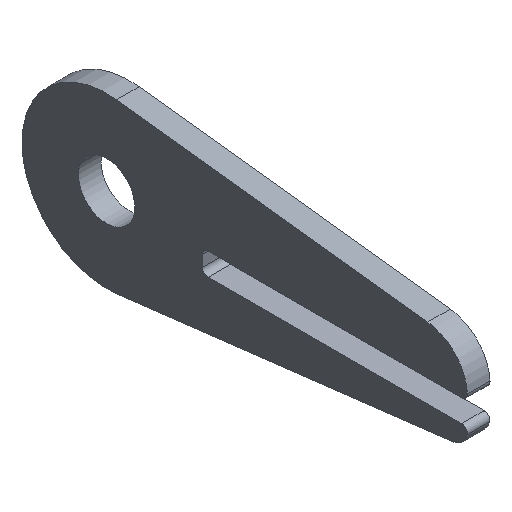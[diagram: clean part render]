
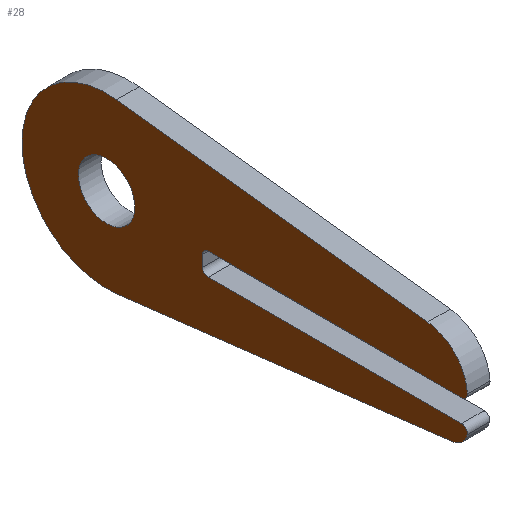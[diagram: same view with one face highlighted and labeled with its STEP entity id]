
A CAD part, isometric view. The second image highlights one B-rep face of the part: STEP entity #28.
In plain terms, the highlighted planar face has unit normal (-1, 0, 0).
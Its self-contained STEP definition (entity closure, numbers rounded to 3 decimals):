
#28 = ADVANCED_FACE('',(#29,#170),#181,.F.);
#29 = FACE_BOUND('',#30,.F.);
#30 = EDGE_LOOP('',(#31,#41,#68,#77,#85,#94,#102,#111,#138,#146,#155,
    #163));
#31 = ORIENTED_EDGE('',*,*,#32,.F.);
#32 = EDGE_CURVE('',#33,#35,#37,.T.);
#33 = VERTEX_POINT('',#34);
#34 = CARTESIAN_POINT('',(0.,-62.957,-4.25));
#35 = VERTEX_POINT('',#36);
#36 = CARTESIAN_POINT('',(0.,-18.,-4.25));
#37 = LINE('',#38,#39);
#38 = CARTESIAN_POINT('',(0.,-64.,-4.25));
#39 = VECTOR('',#40,1.);
#40 = DIRECTION('',(0.,1.,0.));
#41 = ORIENTED_EDGE('',*,*,#42,.T.);
#42 = EDGE_CURVE('',#33,#43,#45,.T.);
#43 = VERTEX_POINT('',#44);
#44 = CARTESIAN_POINT('',(0.,-63.935,-5.457));
#45 = B_SPLINE_CURVE_WITH_KNOTS('',6,(#46,#47,#48,#49,#50,#51,#52,#53,
    #54,#55,#56,#57,#58,#59,#60,#61,#62,#63,#64,#65,#66,#67),
  .UNSPECIFIED.,.F.,.F.,(7,5,5,5,7),(0.,0.248,0.5,
    0.836,1.),.UNSPECIFIED.);
#46 = CARTESIAN_POINT('',(0.,-62.957,-4.25));
#47 = CARTESIAN_POINT('',(0.,-63.022,-4.25));
#48 = CARTESIAN_POINT('',(0.,-63.09,-4.255));
#49 = CARTESIAN_POINT('',(0.,-63.159,-4.266));
#50 = CARTESIAN_POINT('',(0.,-63.229,-4.283));
#51 = CARTESIAN_POINT('',(0.,-63.298,-4.307));
#52 = CARTESIAN_POINT('',(0.,-63.435,-4.369));
#53 = CARTESIAN_POINT('',(0.,-63.502,-4.406));
#54 = CARTESIAN_POINT('',(0.,-63.567,-4.451));
#55 = CARTESIAN_POINT('',(0.,-63.628,-4.502));
#56 = CARTESIAN_POINT('',(0.,-63.684,-4.559));
#57 = CARTESIAN_POINT('',(0.,-63.8,-4.702));
#58 = CARTESIAN_POINT('',(0.,-63.856,-4.793));
#59 = CARTESIAN_POINT('',(0.,-63.9,-4.889));
#60 = CARTESIAN_POINT('',(0.,-63.93,-4.989));
#61 = CARTESIAN_POINT('',(0.,-63.948,-5.089));
#62 = CARTESIAN_POINT('',(0.,-63.958,-5.233));
#63 = CARTESIAN_POINT('',(0.,-63.958,-5.28));
#64 = CARTESIAN_POINT('',(0.,-63.956,-5.326));
#65 = CARTESIAN_POINT('',(0.,-63.951,-5.371));
#66 = CARTESIAN_POINT('',(0.,-63.944,-5.415));
#67 = CARTESIAN_POINT('',(0.,-63.935,-5.457));
#68 = ORIENTED_EDGE('',*,*,#69,.F.);
#69 = EDGE_CURVE('',#70,#43,#72,.T.);
#70 = VERTEX_POINT('',#71);
#71 = CARTESIAN_POINT('',(0.,-61.354,-7.814));
#72 = CIRCLE('',#73,3.);
#73 = AXIS2_PLACEMENT_3D('',#74,#75,#76);
#74 = CARTESIAN_POINT('',(0.,-61.,-4.835));
#75 = DIRECTION('',(-1.,0.,0.));
#76 = DIRECTION('',(0.,-1.,0.));
#77 = ORIENTED_EDGE('',*,*,#78,.T.);
#78 = EDGE_CURVE('',#70,#79,#81,.T.);
#79 = VERTEX_POINT('',#80);
#80 = CARTESIAN_POINT('',(0.,-1.77,-14.895));
#81 = LINE('',#82,#83);
#82 = CARTESIAN_POINT('',(0.,-64.,-7.5));
#83 = VECTOR('',#84,1.);
#84 = DIRECTION('',(0.,0.993,-0.118));
#85 = ORIENTED_EDGE('',*,*,#86,.T.);
#86 = EDGE_CURVE('',#79,#87,#89,.T.);
#87 = VERTEX_POINT('',#88);
#88 = CARTESIAN_POINT('',(0.,-1.77,14.895));
#89 = CIRCLE('',#90,15.);
#90 = AXIS2_PLACEMENT_3D('',#91,#92,#93);
#91 = CARTESIAN_POINT('',(0.,0.,0.));
#92 = DIRECTION('',(1.,0.,0.));
#93 = DIRECTION('',(0.,1.,0.));
#94 = ORIENTED_EDGE('',*,*,#95,.F.);
#95 = EDGE_CURVE('',#96,#87,#98,.T.);
#96 = VERTEX_POINT('',#97);
#97 = CARTESIAN_POINT('',(0.,-56.944,8.339));
#98 = LINE('',#99,#100);
#99 = CARTESIAN_POINT('',(0.,-64.,7.5));
#100 = VECTOR('',#101,1.);
#101 = DIRECTION('',(0.,0.993,0.118));
#102 = ORIENTED_EDGE('',*,*,#103,.T.);
#103 = EDGE_CURVE('',#96,#104,#106,.T.);
#104 = VERTEX_POINT('',#105);
#105 = CARTESIAN_POINT('',(0.,-63.99,0.801));
#106 = CIRCLE('',#107,8.);
#107 = AXIS2_PLACEMENT_3D('',#108,#109,#110);
#108 = CARTESIAN_POINT('',(0.,-56.,0.394));
#109 = DIRECTION('',(1.,0.,0.));
#110 = DIRECTION('',(0.,-1.,0.));
#111 = ORIENTED_EDGE('',*,*,#112,.F.);
#112 = EDGE_CURVE('',#113,#104,#115,.T.);
#113 = VERTEX_POINT('',#114);
#114 = CARTESIAN_POINT('',(0.,-62.991,-0.25));
#115 = B_SPLINE_CURVE_WITH_KNOTS('',6,(#116,#117,#118,#119,#120,#121,
    #122,#123,#124,#125,#126,#127,#128,#129,#130,#131,#132,#133,#134,
    #135,#136,#137),.UNSPECIFIED.,.F.,.F.,(7,5,5,5,7),(0.,0.248,
    0.5,0.752,1.),.UNSPECIFIED.);
#116 = CARTESIAN_POINT('',(0.,-62.991,-0.25));
#117 = CARTESIAN_POINT('',(0.,-63.052,-0.25));
#118 = CARTESIAN_POINT('',(0.,-63.114,-0.246));
#119 = CARTESIAN_POINT('',(0.,-63.178,-0.236));
#120 = CARTESIAN_POINT('',(0.,-63.243,-0.222));
#121 = CARTESIAN_POINT('',(0.,-63.307,-0.201));
#122 = CARTESIAN_POINT('',(0.,-63.433,-0.15));
#123 = CARTESIAN_POINT('',(0.,-63.495,-0.118));
#124 = CARTESIAN_POINT('',(0.,-63.556,
    -0.081));
#125 = CARTESIAN_POINT('',(0.,-63.613,-0.038
    ));
#126 = CARTESIAN_POINT('',(0.,-63.667,0.009
    ));
#127 = CARTESIAN_POINT('',(0.,-63.765,0.113));
#128 = CARTESIAN_POINT('',(0.,-63.81,0.169));
#129 = CARTESIAN_POINT('',(0.,-63.849,0.228));
#130 = CARTESIAN_POINT('',(0.,-63.884,0.29));
#131 = CARTESIAN_POINT('',(0.,-63.912,0.354));
#132 = CARTESIAN_POINT('',(0.,-63.957,0.483));
#133 = CARTESIAN_POINT('',(0.,-63.974,0.548));
#134 = CARTESIAN_POINT('',(0.,-63.985,0.613));
#135 = CARTESIAN_POINT('',(0.,-63.991,0.677));
#136 = CARTESIAN_POINT('',(0.,-63.993,0.74));
#137 = CARTESIAN_POINT('',(0.,-63.99,0.801));
#138 = ORIENTED_EDGE('',*,*,#139,.F.);
#139 = EDGE_CURVE('',#140,#113,#142,.T.);
#140 = VERTEX_POINT('',#141);
#141 = CARTESIAN_POINT('',(0.,-18.,-0.25));
#142 = LINE('',#143,#144);
#143 = CARTESIAN_POINT('',(0.,-17.,-0.25));
#144 = VECTOR('',#145,1.);
#145 = DIRECTION('',(0.,-1.,0.));
#146 = ORIENTED_EDGE('',*,*,#147,.F.);
#147 = EDGE_CURVE('',#148,#140,#150,.T.);
#148 = VERTEX_POINT('',#149);
#149 = CARTESIAN_POINT('',(0.,-17.,-1.25));
#150 = CIRCLE('',#151,1.);
#151 = AXIS2_PLACEMENT_3D('',#152,#153,#154);
#152 = CARTESIAN_POINT('',(0.,-18.,-1.25));
#153 = DIRECTION('',(1.,0.,0.));
#154 = DIRECTION('',(0.,-1.,0.));
#155 = ORIENTED_EDGE('',*,*,#156,.F.);
#156 = EDGE_CURVE('',#157,#148,#159,.T.);
#157 = VERTEX_POINT('',#158);
#158 = CARTESIAN_POINT('',(0.,-17.,-3.25));
#159 = LINE('',#160,#161);
#160 = CARTESIAN_POINT('',(0.,-17.,-4.25));
#161 = VECTOR('',#162,1.);
#162 = DIRECTION('',(0.,0.,1.));
#163 = ORIENTED_EDGE('',*,*,#164,.F.);
#164 = EDGE_CURVE('',#35,#157,#165,.T.);
#165 = CIRCLE('',#166,1.);
#166 = AXIS2_PLACEMENT_3D('',#167,#168,#169);
#167 = CARTESIAN_POINT('',(0.,-18.,-3.25));
#168 = DIRECTION('',(1.,0.,0.));
#169 = DIRECTION('',(0.,-1.,0.));
#170 = FACE_BOUND('',#171,.F.);
#171 = EDGE_LOOP('',(#172));
#172 = ORIENTED_EDGE('',*,*,#173,.F.);
#173 = EDGE_CURVE('',#174,#174,#176,.T.);
#174 = VERTEX_POINT('',#175);
#175 = CARTESIAN_POINT('',(0.,5.,0.));
#176 = CIRCLE('',#177,5.);
#177 = AXIS2_PLACEMENT_3D('',#178,#179,#180);
#178 = CARTESIAN_POINT('',(0.,0.,0.));
#179 = DIRECTION('',(1.,0.,0.));
#180 = DIRECTION('',(0.,1.,0.));
#181 = PLANE('',#182);
#182 = AXIS2_PLACEMENT_3D('',#183,#184,#185);
#183 = CARTESIAN_POINT('',(0.,-29.474,-0.749));
#184 = DIRECTION('',(1.,0.,0.));
#185 = DIRECTION('',(0.,0.,1.));
